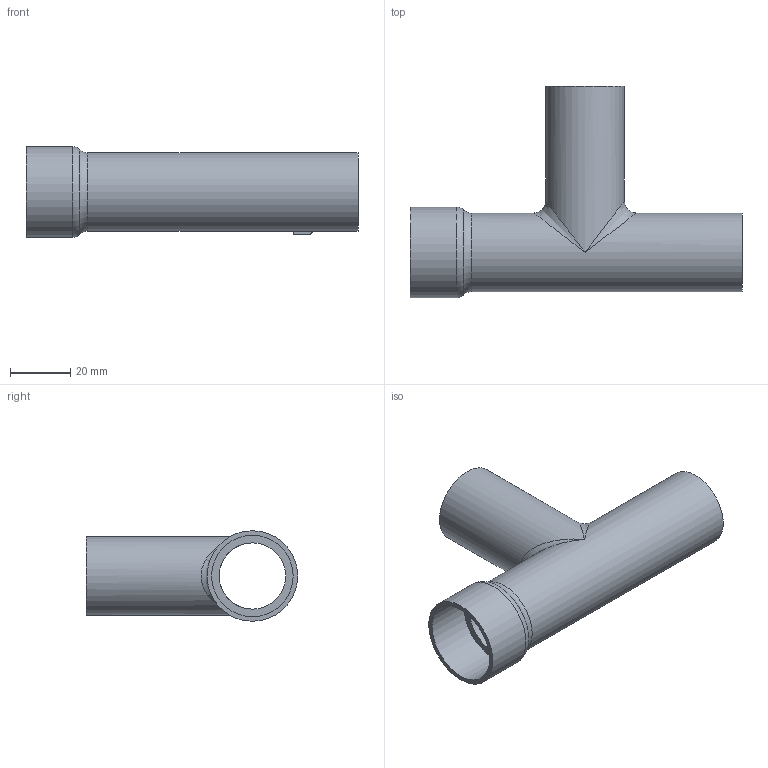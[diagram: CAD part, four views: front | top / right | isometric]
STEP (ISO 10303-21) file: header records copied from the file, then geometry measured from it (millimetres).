
FILE_DESCRIPTION(/* description */ (''),/* implementation_level */ '2;1');
FILE_NAME(/* name */ 'P-TET-000002-0 Large T.step',/* time_stamp */ '2020-08-31T14:08:35-04:00',/* author */ (''),/* organization */ (''),/* preprocessor_version */ 'ST-DEVELOPER v18.1',/* originating_system */ 'Autodesk Translation Framework v9.3.0.1241',/* authorisation */ '');
FILE_SCHEMA (('AUTOMOTIVE_DESIGN { 1 0 10303 214 3 1 1 }'));
Length unit declared in the file: millimetre
Products named in the file (1): P-TET-000002-0
Bounding box: 110 x 70 x 30 mm (x, y, z)
Volume: 22895.5 mm3; surface area: 23635.5 mm2
Topology: 1 solids, 1 shells, 22 faces, 55 edges, 27 vertices
Faces by surface type: plane 7, cylinder 7, bspline 6, torus 2
Full cylindrical faces by diameter (mm): 22 x2, 26 x2, 27 x1, 30 x1
Entity records: 999 total; most frequent: CARTESIAN_POINT 500, DIRECTION 97, ORIENTED_EDGE 94, EDGE_CURVE 47, AXIS2_PLACEMENT_3D 41, VERTEX_POINT 27, EDGE_LOOP 26, FACE_OUTER_BOUND 22
